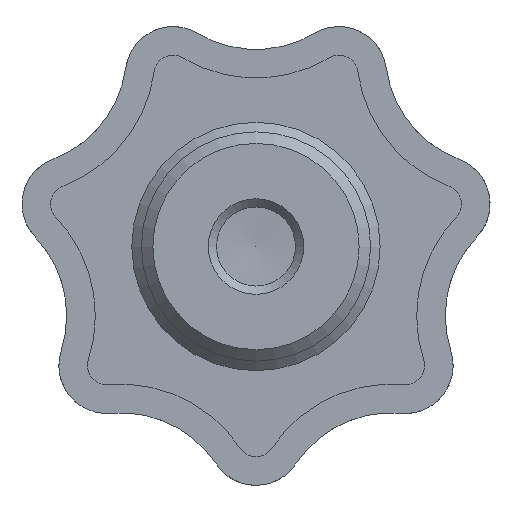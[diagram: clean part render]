
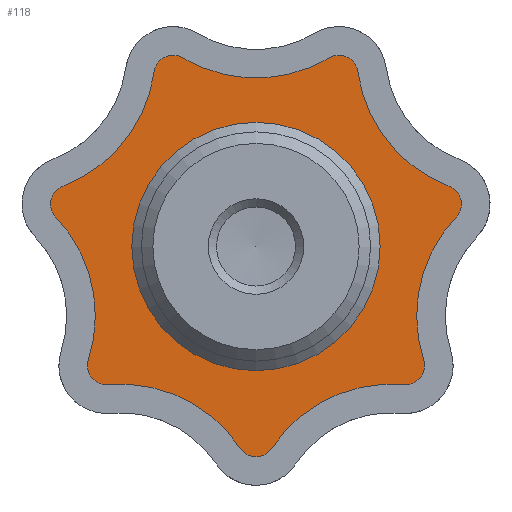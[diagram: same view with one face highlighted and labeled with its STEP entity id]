
A CAD part, front view. The second image highlights one B-rep face of the part: STEP entity #118.
In plain terms, the highlighted planar face has unit normal (0, -1, 0).
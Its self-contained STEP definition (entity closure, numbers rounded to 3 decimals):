
#118 = ADVANCED_FACE( '', ( #254, #255 ), #256, .F. );
#254 = FACE_OUTER_BOUND( '', #409, .T. );
#255 = FACE_BOUND( '', #410, .T. );
#256 = PLANE( '', #411 );
#409 = EDGE_LOOP( '', ( #696, #697, #698, #699, #700, #701, #702, #703, #704, #705, #706, #707, #708, #709 ) );
#410 = EDGE_LOOP( '', ( #710 ) );
#411 = AXIS2_PLACEMENT_3D( '', #711, #712, #713 );
#696 = ORIENTED_EDGE( '', *, *, #864, .T. );
#697 = ORIENTED_EDGE( '', *, *, #918, .F. );
#698 = ORIENTED_EDGE( '', *, *, #976, .T. );
#699 = ORIENTED_EDGE( '', *, *, #871, .F. );
#700 = ORIENTED_EDGE( '', *, *, #977, .T. );
#701 = ORIENTED_EDGE( '', *, *, #914, .F. );
#702 = ORIENTED_EDGE( '', *, *, #955, .T. );
#703 = ORIENTED_EDGE( '', *, *, #978, .F. );
#704 = ORIENTED_EDGE( '', *, *, #874, .T. );
#705 = ORIENTED_EDGE( '', *, *, #964, .F. );
#706 = ORIENTED_EDGE( '', *, *, #879, .T. );
#707 = ORIENTED_EDGE( '', *, *, #922, .F. );
#708 = ORIENTED_EDGE( '', *, *, #979, .T. );
#709 = ORIENTED_EDGE( '', *, *, #904, .F. );
#710 = ORIENTED_EDGE( '', *, *, #980, .T. );
#711 = CARTESIAN_POINT( '', ( -11.864, 13., -4.933 ) );
#712 = DIRECTION( '', ( 0., 1., 0. ) );
#713 = DIRECTION( '', ( 0., 0., 1. ) );
#864 = EDGE_CURVE( '', #1016, #1013, #1017, .T. );
#871 = EDGE_CURVE( '', #1027, #1022, #1029, .T. );
#874 = EDGE_CURVE( '', #1034, #1031, #1035, .T. );
#879 = EDGE_CURVE( '', #1043, #1040, #1044, .T. );
#904 = EDGE_CURVE( '', #1016, #1082, #1086, .T. );
#914 = EDGE_CURVE( '', #1102, #1097, #1104, .T. );
#918 = EDGE_CURVE( '', #1108, #1013, #1110, .T. );
#922 = EDGE_CURVE( '', #1114, #1040, #1116, .T. );
#955 = EDGE_CURVE( '', #1102, #1165, #1168, .T. );
#964 = EDGE_CURVE( '', #1043, #1031, #1180, .T. );
#976 = EDGE_CURVE( '', #1108, #1022, #1193, .T. );
#977 = EDGE_CURVE( '', #1027, #1097, #1194, .T. );
#978 = EDGE_CURVE( '', #1034, #1165, #1195, .T. );
#979 = EDGE_CURVE( '', #1114, #1082, #1196, .T. );
#980 = EDGE_CURVE( '', #1197, #1197, #1198, .T. );
#1013 = VERTEX_POINT( '', #1237 );
#1016 = VERTEX_POINT( '', #1241 );
#1017 = CIRCLE( '', #1242, 7.5 );
#1022 = VERTEX_POINT( '', #1248 );
#1027 = VERTEX_POINT( '', #1254 );
#1029 = CIRCLE( '', #1257, 1. );
#1031 = VERTEX_POINT( '', #1259 );
#1034 = VERTEX_POINT( '', #1263 );
#1035 = CIRCLE( '', #1264, 7.5 );
#1040 = VERTEX_POINT( '', #1270 );
#1043 = VERTEX_POINT( '', #1274 );
#1044 = CIRCLE( '', #1275, 7.5 );
#1082 = VERTEX_POINT( '', #1376 );
#1086 = CIRCLE( '', #1381, 1. );
#1097 = VERTEX_POINT( '', #1411 );
#1102 = VERTEX_POINT( '', #1417 );
#1104 = CIRCLE( '', #1420, 1. );
#1108 = VERTEX_POINT( '', #1424 );
#1110 = CIRCLE( '', #1427, 1. );
#1114 = VERTEX_POINT( '', #1431 );
#1116 = CIRCLE( '', #1434, 1. );
#1165 = VERTEX_POINT( '', #1562 );
#1168 = CIRCLE( '', #1566, 7.5 );
#1180 = CIRCLE( '', #1599, 1. );
#1193 = CIRCLE( '', #1612, 7.5 );
#1194 = CIRCLE( '', #1613, 7.5 );
#1195 = CIRCLE( '', #1614, 1. );
#1196 = CIRCLE( '', #1615, 7.5 );
#1197 = VERTEX_POINT( '', #1616 );
#1198 = CIRCLE( '', #1617, 6.5 );
#1237 = CARTESIAN_POINT( '', ( -8.77, 13., -5.929 ) );
#1241 = CARTESIAN_POINT( '', ( -10.474, 13., 1.536 ) );
#1242 = AXIS2_PLACEMENT_3D( '', #1748, #1749, #1750 );
#1248 = CARTESIAN_POINT( '', ( -0.833, 13., -10.553 ) );
#1254 = CARTESIAN_POINT( '', ( 0.833, 13., -10.553 ) );
#1257 = AXIS2_PLACEMENT_3D( '', #1760, #1761, #1762 );
#1259 = CARTESIAN_POINT( '', ( 5.329, 13., 9.147 ) );
#1263 = CARTESIAN_POINT( '', ( 10.103, 13., 3.16 ) );
#1264 = AXIS2_PLACEMENT_3D( '', #1764, #1765, #1766 );
#1270 = CARTESIAN_POINT( '', ( -3.828, 13., 9.87 ) );
#1274 = CARTESIAN_POINT( '', ( 3.828, 13., 9.87 ) );
#1275 = AXIS2_PLACEMENT_3D( '', #1772, #1773, #1774 );
#1376 = CARTESIAN_POINT( '', ( -10.103, 13., 3.16 ) );
#1381 = AXIS2_PLACEMENT_3D( '', #1803, #1804, #1805 );
#1411 = CARTESIAN_POINT( '', ( 7.732, 13., -7.231 ) );
#1417 = CARTESIAN_POINT( '', ( 8.77, 13., -5.929 ) );
#1420 = AXIS2_PLACEMENT_3D( '', #1816, #1817, #1818 );
#1424 = CARTESIAN_POINT( '', ( -7.732, 13., -7.231 ) );
#1427 = AXIS2_PLACEMENT_3D( '', #1823, #1824, #1825 );
#1431 = CARTESIAN_POINT( '', ( -5.329, 13., 9.147 ) );
#1434 = AXIS2_PLACEMENT_3D( '', #1830, #1831, #1832 );
#1562 = CARTESIAN_POINT( '', ( 10.474, 13., 1.536 ) );
#1566 = AXIS2_PLACEMENT_3D( '', #1869, #1870, #1871 );
#1599 = AXIS2_PLACEMENT_3D( '', #1882, #1883, #1884 );
#1612 = AXIS2_PLACEMENT_3D( '', #1912, #1913, #1914 );
#1613 = AXIS2_PLACEMENT_3D( '', #1915, #1916, #1917 );
#1614 = AXIS2_PLACEMENT_3D( '', #1918, #1919, #1920 );
#1615 = AXIS2_PLACEMENT_3D( '', #1921, #1922, #1923 );
#1616 = CARTESIAN_POINT( '', ( 6.5, 13., 0. ) );
#1617 = AXIS2_PLACEMENT_3D( '', #1924, #1925, #1926 );
#1748 = CARTESIAN_POINT( '', ( -15.91, 13., -3.631 ) );
#1749 = DIRECTION( '', ( 0., 1., 0. ) );
#1750 = DIRECTION( '', ( 1., 0., 0. ) );
#1760 = CARTESIAN_POINT( '', ( 0., 13., -10. ) );
#1761 = DIRECTION( '', ( 0., 1., 0. ) );
#1762 = DIRECTION( '', ( 1., 0., 0. ) );
#1764 = CARTESIAN_POINT( '', ( 12.759, 13., 10.175 ) );
#1765 = DIRECTION( '', ( 0., 1., 0. ) );
#1766 = DIRECTION( '', ( 1., 0., 0. ) );
#1772 = CARTESIAN_POINT( '', ( 0., 13., 16.319 ) );
#1773 = DIRECTION( '', ( 0., 1., 0. ) );
#1774 = DIRECTION( '', ( 1., 0., 0. ) );
#1803 = CARTESIAN_POINT( '', ( -9.749, 13., 2.225 ) );
#1804 = DIRECTION( '', ( 0., 1., 0. ) );
#1805 = DIRECTION( '', ( 1., 0., 0. ) );
#1816 = CARTESIAN_POINT( '', ( 7.818, 13., -6.235 ) );
#1817 = DIRECTION( '', ( 0., 1., 0. ) );
#1818 = DIRECTION( '', ( 1., 0., 0. ) );
#1823 = CARTESIAN_POINT( '', ( -7.818, 13., -6.235 ) );
#1824 = DIRECTION( '', ( 0., 1., 0. ) );
#1825 = DIRECTION( '', ( 1., 0., 0. ) );
#1830 = CARTESIAN_POINT( '', ( -4.339, 13., 9.01 ) );
#1831 = DIRECTION( '', ( 0., 1., 0. ) );
#1832 = DIRECTION( '', ( 1., 0., 0. ) );
#1869 = CARTESIAN_POINT( '', ( 15.91, 13., -3.631 ) );
#1870 = DIRECTION( '', ( 0., 1., 0. ) );
#1871 = DIRECTION( '', ( 1., 0., 0. ) );
#1882 = CARTESIAN_POINT( '', ( 4.339, 13., 9.01 ) );
#1883 = DIRECTION( '', ( 0., 1., 0. ) );
#1884 = DIRECTION( '', ( 1., 0., 0. ) );
#1912 = CARTESIAN_POINT( '', ( -7.081, 13., -14.703 ) );
#1913 = DIRECTION( '', ( 0., 1., 0. ) );
#1914 = DIRECTION( '', ( 1., 0., 0. ) );
#1915 = CARTESIAN_POINT( '', ( 7.081, 13., -14.703 ) );
#1916 = DIRECTION( '', ( 0., 1., 0. ) );
#1917 = DIRECTION( '', ( 1., 0., 0. ) );
#1918 = CARTESIAN_POINT( '', ( 9.749, 13., 2.225 ) );
#1919 = DIRECTION( '', ( 0., 1., 0. ) );
#1920 = DIRECTION( '', ( 1., 0., 0. ) );
#1921 = CARTESIAN_POINT( '', ( -12.759, 13., 10.175 ) );
#1922 = DIRECTION( '', ( 0., 1., 0. ) );
#1923 = DIRECTION( '', ( 1., 0., 0. ) );
#1924 = CARTESIAN_POINT( '', ( 0., 13., 0. ) );
#1925 = DIRECTION( '', ( 0., 1., 0. ) );
#1926 = DIRECTION( '', ( 1., 0., 0. ) );
